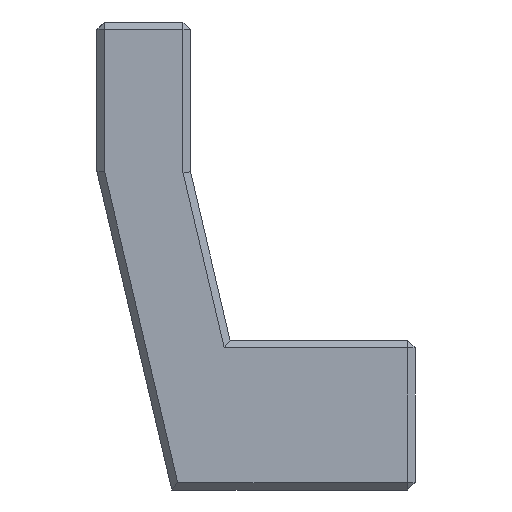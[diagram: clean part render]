
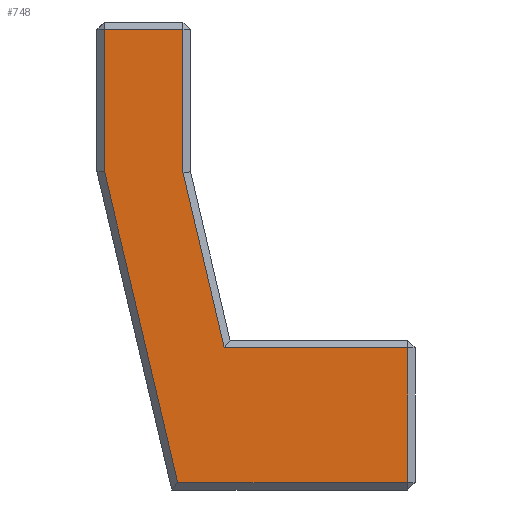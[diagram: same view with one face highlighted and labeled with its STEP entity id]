
A CAD part, front view. The second image highlights one B-rep face of the part: STEP entity #748.
In plain terms, the highlighted planar face has unit normal (0, -1, 0).
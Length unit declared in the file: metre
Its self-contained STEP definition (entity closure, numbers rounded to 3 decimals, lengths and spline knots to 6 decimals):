
#49=LINE('',#1161,#142);
#50=LINE('',#1164,#143);
#51=LINE('',#1166,#144);
#52=LINE('',#1168,#145);
#53=LINE('',#1170,#146);
#54=LINE('',#1172,#147);
#55=LINE('',#1174,#148);
#56=LINE('',#1176,#149);
#142=VECTOR('',#936,1.);
#143=VECTOR('',#937,1.);
#144=VECTOR('',#938,1.);
#145=VECTOR('',#939,1.);
#146=VECTOR('',#940,1.);
#147=VECTOR('',#941,1.);
#148=VECTOR('',#942,1.);
#149=VECTOR('',#943,1.);
#208=PLANE('',#817);
#298=ORIENTED_EDGE('',*,*,#489,.T.);
#299=ORIENTED_EDGE('',*,*,#490,.T.);
#300=ORIENTED_EDGE('',*,*,#491,.T.);
#301=ORIENTED_EDGE('',*,*,#492,.T.);
#302=ORIENTED_EDGE('',*,*,#493,.T.);
#303=ORIENTED_EDGE('',*,*,#494,.T.);
#304=ORIENTED_EDGE('',*,*,#495,.T.);
#305=ORIENTED_EDGE('',*,*,#496,.T.);
#489=EDGE_CURVE('',#587,#588,#49,.T.);
#490=EDGE_CURVE('',#588,#589,#50,.T.);
#491=EDGE_CURVE('',#589,#590,#51,.T.);
#492=EDGE_CURVE('',#590,#591,#52,.T.);
#493=EDGE_CURVE('',#591,#592,#53,.T.);
#494=EDGE_CURVE('',#592,#593,#54,.T.);
#495=EDGE_CURVE('',#593,#594,#55,.T.);
#496=EDGE_CURVE('',#594,#587,#56,.T.);
#587=VERTEX_POINT('',#1162);
#588=VERTEX_POINT('',#1163);
#589=VERTEX_POINT('',#1165);
#590=VERTEX_POINT('',#1167);
#591=VERTEX_POINT('',#1169);
#592=VERTEX_POINT('',#1171);
#593=VERTEX_POINT('',#1173);
#594=VERTEX_POINT('',#1175);
#638=EDGE_LOOP('',(#298,#299,#300,#301,#302,#303,#304,#305));
#696=FACE_BOUND('',#638,.T.);
#748=ADVANCED_FACE('',(#696),#208,.F.);
#817=AXIS2_PLACEMENT_3D('',#1160,#934,#935);
#934=DIRECTION('',(0.,1.,0.));
#935=DIRECTION('',(-1.,0.,0.));
#936=DIRECTION('',(0.,0.,1.));
#937=DIRECTION('',(-1.,0.,0.));
#938=DIRECTION('',(0.,0.,-1.));
#939=DIRECTION('',(0.229,0.,-0.973));
#940=DIRECTION('',(1.,0.,0.));
#941=DIRECTION('',(0.,0.,1.));
#942=DIRECTION('',(-1.,0.,0.));
#943=DIRECTION('',(-0.229,0.,0.973));
#1160=CARTESIAN_POINT('',(0.0085,-0.009,-0.0085));
#1161=CARTESIAN_POINT('',(0.0046,-0.009,0.004));
#1162=CARTESIAN_POINT('',(0.0046,-0.009,-0.004046));
#1163=CARTESIAN_POINT('',(0.0046,-0.009,0.0036));
#1164=CARTESIAN_POINT('',(0.0085,-0.009,0.0036));
#1165=CARTESIAN_POINT('',(0.0004,-0.009,0.0036));
#1166=CARTESIAN_POINT('',(0.0004,-0.009,-0.0085));
#1167=CARTESIAN_POINT('',(0.0004,-0.009,-0.003954));
#1168=CARTESIAN_POINT('',(0.001839,-0.009,-0.010067));
#1169=CARTESIAN_POINT('',(0.004317,-0.009,-0.0206));
#1170=CARTESIAN_POINT('',(0.0085,-0.009,-0.0206));
#1171=CARTESIAN_POINT('',(0.0166,-0.009,-0.0206));
#1172=CARTESIAN_POINT('',(0.0166,-0.009,-0.013));
#1173=CARTESIAN_POINT('',(0.0166,-0.009,-0.0134));
#1174=CARTESIAN_POINT('',(0.007118,-0.009,-0.0134));
#1175=CARTESIAN_POINT('',(0.006801,-0.009,-0.0134));
#1176=CARTESIAN_POINT('',(0.005798,-0.009,-0.009136));
